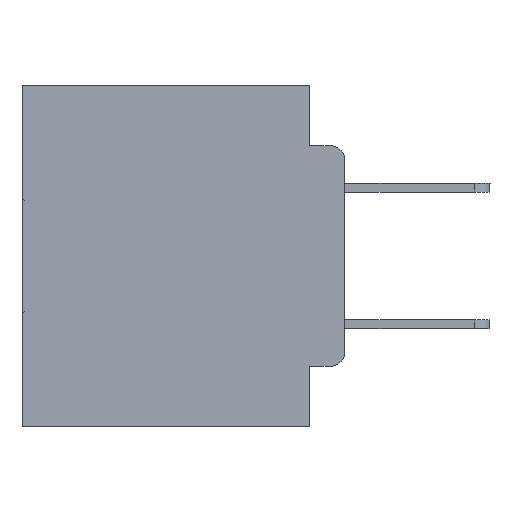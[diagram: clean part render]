
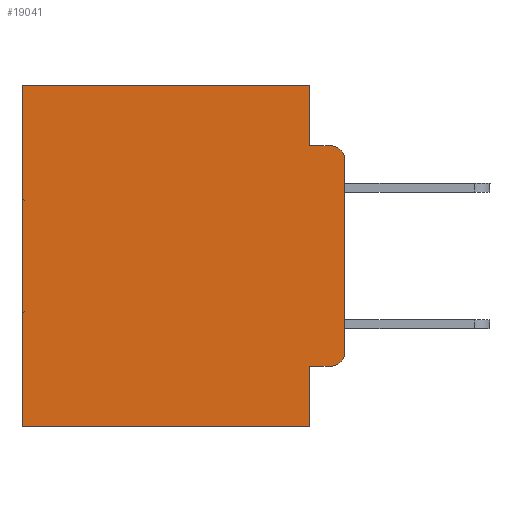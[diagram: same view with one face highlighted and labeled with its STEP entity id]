
A CAD part, left-side view. The second image highlights one B-rep face of the part: STEP entity #19041.
In plain terms, the highlighted planar face has unit normal (-1, 0, 0).
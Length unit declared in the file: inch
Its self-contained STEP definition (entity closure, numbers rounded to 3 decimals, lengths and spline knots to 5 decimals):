
#157 = CARTESIAN_POINT ( 'NONE',  ( 0.298, 0.02, -0.3915 ) ) ;
#1525 = DIRECTION ( 'NONE',  ( 1., 0., 0. ) ) ;
#2009 = CARTESIAN_POINT ( 'NONE',  ( 0.298, 0.051, -0.0885 ) ) ;
#2124 = ORIENTED_EDGE ( 'NONE', *, *, #30795, .F. ) ;
#2623 = EDGE_CURVE ( 'NONE', #18297, #23104, #17018, .T. ) ;
#2644 = DIRECTION ( 'NONE',  ( 0., 0., -1. ) ) ;
#2712 = CARTESIAN_POINT ( 'NONE',  ( 0.298, 0.051, 0. ) ) ;
#3224 = VECTOR ( 'NONE', #11627, 39.37008 ) ;
#3403 = LINE ( 'NONE', #20259, #22088 ) ;
#3497 = ORIENTED_EDGE ( 'NONE', *, *, #9432, .T. ) ;
#3646 = AXIS2_PLACEMENT_3D ( 'NONE', #157, #17302, #2644 ) ;
#4259 = ORIENTED_EDGE ( 'NONE', *, *, #2623, .F. ) ;
#4664 = CIRCLE ( 'NONE', #17351, 0.02 ) ;
#5022 = ORIENTED_EDGE ( 'NONE', *, *, #15924, .T. ) ;
#5053 = DIRECTION ( 'NONE',  ( 0., 0., -1. ) ) ;
#5448 = LINE ( 'NONE', #11484, #29536 ) ;
#5449 = AXIS2_PLACEMENT_3D ( 'NONE', #8852, #1525, #18641 ) ;
#5711 = DIRECTION ( 'NONE',  ( 0., 0., -1. ) ) ;
#6171 = ORIENTED_EDGE ( 'NONE', *, *, #11048, .F. ) ;
#7491 = CARTESIAN_POINT ( 'NONE',  ( 0.298, 0., -0.1085 ) ) ;
#7739 = EDGE_CURVE ( 'NONE', #25505, #11015, #4664, .T. ) ;
#8852 = CARTESIAN_POINT ( 'NONE',  ( 0.298, 0., 0. ) ) ;
#9336 = DIRECTION ( 'NONE',  ( -1., 0., 0. ) ) ;
#9390 = EDGE_CURVE ( 'NONE', #29104, #11015, #3403, .T. ) ;
#9432 = EDGE_CURVE ( 'NONE', #23071, #18632, #21319, .T. ) ;
#9653 = ORIENTED_EDGE ( 'NONE', *, *, #7739, .T. ) ;
#9837 = CARTESIAN_POINT ( 'NONE',  ( 0.298, 0.051, -0.4115 ) ) ;
#9889 = LINE ( 'NONE', #9837, #23514 ) ;
#10761 = CARTESIAN_POINT ( 'NONE',  ( 0.298, 0., 0. ) ) ;
#10940 = CARTESIAN_POINT ( 'NONE',  ( 0.298, 0., -0.5 ) ) ;
#11015 = VERTEX_POINT ( 'NONE', #19451 ) ;
#11048 = EDGE_CURVE ( 'NONE', #23071, #29104, #27579, .T. ) ;
#11467 = VECTOR ( 'NONE', #5711, 39.37008 ) ;
#11484 = CARTESIAN_POINT ( 'NONE',  ( 0.298, 0., 0. ) ) ;
#11627 = DIRECTION ( 'NONE',  ( 0., 1., 0. ) ) ;
#12960 = VERTEX_POINT ( 'NONE', #25526 ) ;
#12967 = DIRECTION ( 'NONE',  ( 0., -1., 0. ) ) ;
#13482 = LINE ( 'NONE', #30884, #26225 ) ;
#14466 = FACE_OUTER_BOUND ( 'NONE', #28405, .T. ) ;
#14576 = ORIENTED_EDGE ( 'NONE', *, *, #22389, .T. ) ;
#15089 = ORIENTED_EDGE ( 'NONE', *, *, #9390, .F. ) ;
#15678 = VECTOR ( 'NONE', #27431, 39.37008 ) ;
#15924 = EDGE_CURVE ( 'NONE', #18632, #23104, #13482, .T. ) ;
#16705 = DIRECTION ( 'NONE',  ( 0., 0., -1. ) ) ;
#17018 = LINE ( 'NONE', #10940, #3224 ) ;
#17302 = DIRECTION ( 'NONE',  ( -1., 0., 0. ) ) ;
#17351 = AXIS2_PLACEMENT_3D ( 'NONE', #23837, #9336, #26181 ) ;
#17549 = EDGE_CURVE ( 'NONE', #19934, #18297, #29758, .T. ) ;
#18297 = VERTEX_POINT ( 'NONE', #27823 ) ;
#18632 = VERTEX_POINT ( 'NONE', #26654 ) ;
#18641 = DIRECTION ( 'NONE',  ( 0., 0., -1. ) ) ;
#19041 = ADVANCED_FACE ( 'NONE', ( #14466 ), #25720, .F. ) ;
#19178 = EDGE_CURVE ( 'NONE', #19934, #27746, #9889, .T. ) ;
#19451 = CARTESIAN_POINT ( 'NONE',  ( 0.298, 0.02, -0.0885 ) ) ;
#19653 = CARTESIAN_POINT ( 'NONE',  ( 0.298, 0.051, 0. ) ) ;
#19934 = VERTEX_POINT ( 'NONE', #27123 ) ;
#20259 = CARTESIAN_POINT ( 'NONE',  ( 0.298, 0.051, -0.0885 ) ) ;
#20288 = CARTESIAN_POINT ( 'NONE',  ( 0.298, 0.051, 0. ) ) ;
#21319 = LINE ( 'NONE', #10761, #15678 ) ;
#22035 = VECTOR ( 'NONE', #5053, 39.37008 ) ;
#22088 = VECTOR ( 'NONE', #12967, 39.37008 ) ;
#22255 = CARTESIAN_POINT ( 'NONE',  ( 0.298, 0.02, -0.4115 ) ) ;
#22389 = EDGE_CURVE ( 'NONE', #27746, #12960, #25130, .T. ) ;
#23071 = VERTEX_POINT ( 'NONE', #2712 ) ;
#23104 = VERTEX_POINT ( 'NONE', #27166 ) ;
#23514 = VECTOR ( 'NONE', #26626, 39.37008 ) ;
#23837 = CARTESIAN_POINT ( 'NONE',  ( 0.298, 0.02, -0.1085 ) ) ;
#25130 = CIRCLE ( 'NONE', #3646, 0.02 ) ;
#25505 = VERTEX_POINT ( 'NONE', #7491 ) ;
#25526 = CARTESIAN_POINT ( 'NONE',  ( 0.298, 0., -0.3915 ) ) ;
#25720 = PLANE ( 'NONE',  #5449 ) ;
#26181 = DIRECTION ( 'NONE',  ( 0., 0., -1. ) ) ;
#26225 = VECTOR ( 'NONE', #16705, 39.37008 ) ;
#26601 = ORIENTED_EDGE ( 'NONE', *, *, #17549, .F. ) ;
#26626 = DIRECTION ( 'NONE',  ( 0., -1., 0. ) ) ;
#26654 = CARTESIAN_POINT ( 'NONE',  ( 0.298, 0.473, 0. ) ) ;
#27123 = CARTESIAN_POINT ( 'NONE',  ( 0.298, 0.051, -0.4115 ) ) ;
#27166 = CARTESIAN_POINT ( 'NONE',  ( 0.298, 0.473, -0.5 ) ) ;
#27431 = DIRECTION ( 'NONE',  ( 0., 1., 0. ) ) ;
#27579 = LINE ( 'NONE', #19653, #22035 ) ;
#27746 = VERTEX_POINT ( 'NONE', #22255 ) ;
#27823 = CARTESIAN_POINT ( 'NONE',  ( 0.298, 0.051, -0.5 ) ) ;
#28229 = DIRECTION ( 'NONE',  ( 0., 0., -1. ) ) ;
#28405 = EDGE_LOOP ( 'NONE', ( #2124, #9653, #15089, #6171, #3497, #5022, #4259, #26601, #28765, #14576 ) ) ;
#28765 = ORIENTED_EDGE ( 'NONE', *, *, #19178, .T. ) ;
#29104 = VERTEX_POINT ( 'NONE', #2009 ) ;
#29536 = VECTOR ( 'NONE', #28229, 39.37008 ) ;
#29758 = LINE ( 'NONE', #20288, #11467 ) ;
#30795 = EDGE_CURVE ( 'NONE', #25505, #12960, #5448, .T. ) ;
#30884 = CARTESIAN_POINT ( 'NONE',  ( 0.298, 0.473, 0. ) ) ;
